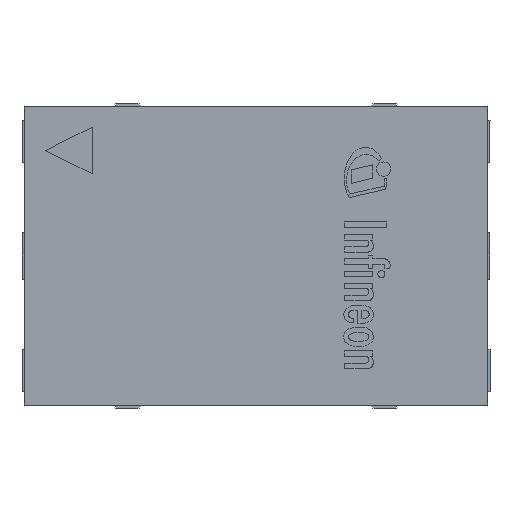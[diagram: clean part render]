
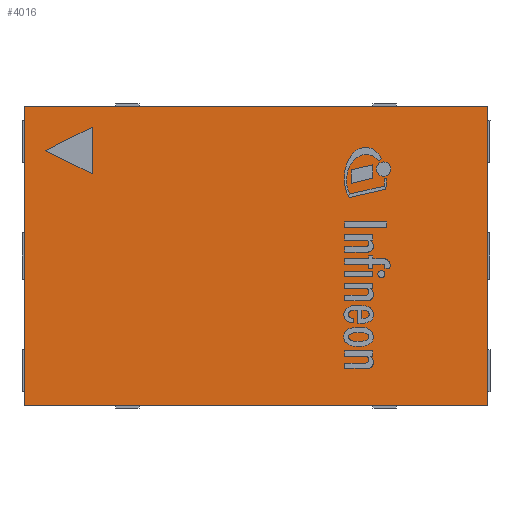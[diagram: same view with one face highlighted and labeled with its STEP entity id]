
A CAD part, top view. The second image highlights one B-rep face of the part: STEP entity #4016.
In plain terms, the highlighted planar face has unit normal (0, 0, 1).
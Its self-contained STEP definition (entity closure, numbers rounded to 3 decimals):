
#79=FACE_BOUND('',#455,.T.);
#214=FACE_OUTER_BOUND('',#454,.T.);
#454=EDGE_LOOP('',(#2994,#2995,#2996,#2997));
#455=EDGE_LOOP('',(#2998,#2999,#3000));
#791=LINE('',#5771,#1312);
#800=LINE('',#5790,#1321);
#842=LINE('',#5866,#1363);
#843=LINE('',#5868,#1364);
#844=LINE('',#5872,#1365);
#845=LINE('',#5874,#1366);
#846=LINE('',#5875,#1367);
#1312=VECTOR('',#4753,1000.);
#1321=VECTOR('',#4764,1000.);
#1363=VECTOR('',#4810,1000.);
#1364=VECTOR('',#4813,1000.);
#1365=VECTOR('',#4816,1000.);
#1366=VECTOR('',#4817,1000.);
#1367=VECTOR('',#4818,1000.);
#1780=VERTEX_POINT('',#5768);
#1781=VERTEX_POINT('',#5770);
#1789=VERTEX_POINT('',#5787);
#1790=VERTEX_POINT('',#5789);
#1823=VERTEX_POINT('',#5870);
#1824=VERTEX_POINT('',#5871);
#1825=VERTEX_POINT('',#5873);
#2207=EDGE_CURVE('',#1781,#1780,#791,.T.);
#2216=EDGE_CURVE('',#1790,#1789,#800,.T.);
#2258=EDGE_CURVE('',#1789,#1781,#842,.T.);
#2259=EDGE_CURVE('',#1780,#1790,#843,.T.);
#2260=EDGE_CURVE('',#1823,#1824,#844,.T.);
#2261=EDGE_CURVE('',#1825,#1823,#845,.T.);
#2262=EDGE_CURVE('',#1824,#1825,#846,.T.);
#2994=ORIENTED_EDGE('',*,*,#2258,.T.);
#2995=ORIENTED_EDGE('',*,*,#2207,.T.);
#2996=ORIENTED_EDGE('',*,*,#2259,.T.);
#2997=ORIENTED_EDGE('',*,*,#2216,.T.);
#2998=ORIENTED_EDGE('',*,*,#2260,.F.);
#2999=ORIENTED_EDGE('',*,*,#2261,.F.);
#3000=ORIENTED_EDGE('',*,*,#2262,.F.);
#3797=PLANE('',#4281);
#4016=ADVANCED_FACE('',(#214,#79),#3797,.T.);
#4281=AXIS2_PLACEMENT_3D('',#5869,#4814,#4815);
#4753=DIRECTION('',(0.,1.,0.));
#4764=DIRECTION('',(0.,-1.,0.));
#4810=DIRECTION('',(1.,0.,0.));
#4813=DIRECTION('',(-1.,0.,0.));
#4814=DIRECTION('center_axis',(0.,0.,1.));
#4815=DIRECTION('ref_axis',(0.,-1.,0.));
#4816=DIRECTION('',(0.,1.,0.));
#4817=DIRECTION('',(0.894,-0.447,0.));
#4818=DIRECTION('',(-0.894,-0.447,0.));
#5768=CARTESIAN_POINT('',(0.99,0.64,0.4));
#5770=CARTESIAN_POINT('',(0.99,-0.64,0.4));
#5771=CARTESIAN_POINT('',(0.99,0.64,0.4));
#5787=CARTESIAN_POINT('',(-0.99,-0.64,0.4));
#5789=CARTESIAN_POINT('',(-0.99,0.64,0.4));
#5790=CARTESIAN_POINT('',(-0.99,0.64,0.4));
#5866=CARTESIAN_POINT('',(0.99,-0.64,0.4));
#5868=CARTESIAN_POINT('',(0.99,0.64,0.4));
#5869=CARTESIAN_POINT('Origin',(0.,0.,0.4));
#5870=CARTESIAN_POINT('',(-0.7,0.35,0.4));
#5871=CARTESIAN_POINT('',(-0.7,0.55,0.4));
#5872=CARTESIAN_POINT('',(-0.7,0.35,0.4));
#5873=CARTESIAN_POINT('',(-0.9,0.45,0.4));
#5874=CARTESIAN_POINT('',(-0.9,0.45,0.4));
#5875=CARTESIAN_POINT('',(-0.7,0.55,0.4));
